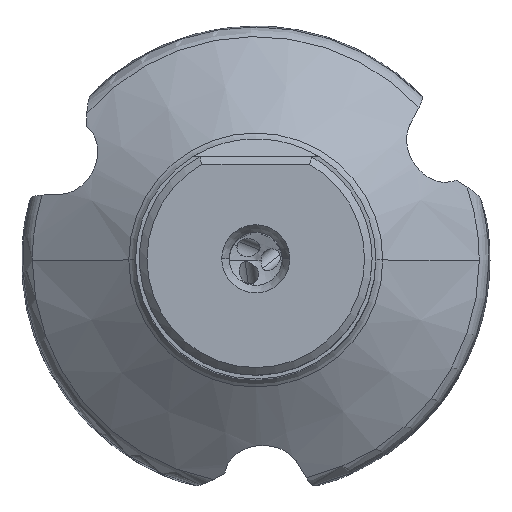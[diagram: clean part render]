
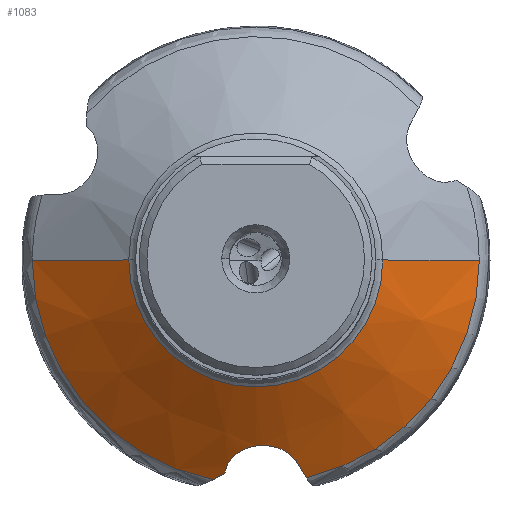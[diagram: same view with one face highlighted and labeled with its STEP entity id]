
A CAD part, top view. The second image highlights one B-rep face of the part: STEP entity #1083.
In plain terms, the highlighted conical face has half-angle 55 degrees and reference radius 23.155 mm.
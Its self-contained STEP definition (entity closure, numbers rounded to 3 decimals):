
#390=B_SPLINE_CURVE_WITH_KNOTS('',3,(#13050,#13051,#13052,#13053,#13054,
#13055),.UNSPECIFIED.,.F.,.F.,(4,1,1,4),(0.,0.333,0.667,
1.),.UNSPECIFIED.);
#392=B_SPLINE_CURVE_WITH_KNOTS('',3,(#13075,#13076,#13077,#13078,#13079,
#13080,#13081,#13082,#13083,#13084),.UNSPECIFIED.,.F.,.F.,(4,2,2,2,4),(0.,
0.25,0.5,0.75,1.),.UNSPECIFIED.);
#393=B_SPLINE_CURVE_WITH_KNOTS('',3,(#13086,#13087,#13088,#13089),
 .UNSPECIFIED.,.F.,.F.,(4,4),(0.,1.),.UNSPECIFIED.);
#1083=ADVANCED_FACE('',(#1513),#1426,.T.);
#1426=CONICAL_SURFACE('',#7611,23.155,55.);
#1513=FACE_OUTER_BOUND('',#1910,.T.);
#1910=EDGE_LOOP('',(#3081,#3082,#3083,#3084,#3085,#3086,#3087,#3088,#3089));
#2323=CIRCLE('',#7606,29.532);
#2324=CIRCLE('',#7608,29.532);
#2325=CIRCLE('',#7609,29.532);
#2326=CIRCLE('',#7610,16.779);
#3081=ORIENTED_EDGE('',*,*,#5947,.F.);
#3082=ORIENTED_EDGE('',*,*,#5948,.F.);
#3083=ORIENTED_EDGE('',*,*,#5781,.F.);
#3084=ORIENTED_EDGE('',*,*,#5949,.T.);
#3085=ORIENTED_EDGE('',*,*,#5779,.F.);
#3086=ORIENTED_EDGE('',*,*,#5946,.F.);
#3087=ORIENTED_EDGE('',*,*,#5944,.F.);
#3088=ORIENTED_EDGE('',*,*,#5950,.F.);
#3089=ORIENTED_EDGE('',*,*,#5951,.T.);
#4991=VERTEX_POINT('',#11408);
#4992=VERTEX_POINT('',#11410);
#4993=VERTEX_POINT('',#11412);
#4994=VERTEX_POINT('',#11414);
#5118=VERTEX_POINT('',#13049);
#5119=VERTEX_POINT('',#13056);
#5120=VERTEX_POINT('',#13071);
#5121=VERTEX_POINT('',#13072);
#5122=VERTEX_POINT('',#13085);
#5779=EDGE_CURVE('',#4991,#4992,#6820,.T.);
#5781=EDGE_CURVE('',#4993,#4994,#6821,.T.);
#5944=EDGE_CURVE('',#5118,#5119,#390,.T.);
#5946=EDGE_CURVE('',#5119,#4991,#2323,.T.);
#5947=EDGE_CURVE('',#5120,#5121,#2324,.T.);
#5948=EDGE_CURVE('',#4994,#5120,#2325,.T.);
#5949=EDGE_CURVE('',#4993,#4992,#2326,.T.);
#5950=EDGE_CURVE('',#5122,#5118,#392,.T.);
#5951=EDGE_CURVE('',#5122,#5121,#393,.T.);
#6820=LINE('',#11409,#7076);
#6821=LINE('',#11413,#7077);
#7076=VECTOR('',#8429,1.);
#7077=VECTOR('',#8432,1.);
#7606=AXIS2_PLACEMENT_3D('',#13068,#8626,#8627);
#7608=AXIS2_PLACEMENT_3D('',#13070,#8630,#8631);
#7609=AXIS2_PLACEMENT_3D('',#13073,#8632,#8633);
#7610=AXIS2_PLACEMENT_3D('',#13074,#8634,#8635);
#7611=AXIS2_PLACEMENT_3D('',#13090,#8636,#8637);
#8429=DIRECTION('',(0.819,0.,0.574));
#8432=DIRECTION('',(0.819,0.,-0.574));
#8626=DIRECTION('',(0.,0.,-1.));
#8627=DIRECTION('',(-0.189,-0.982,0.));
#8630=DIRECTION('',(0.,0.,-1.));
#8631=DIRECTION('',(1.,-0.001,0.));
#8632=DIRECTION('',(0.,0.,-1.));
#8633=DIRECTION('',(1.,0.,0.));
#8634=DIRECTION('',(0.,0.,-1.));
#8635=DIRECTION('',(1.,0.,0.));
#8636=DIRECTION('',(0.,0.,-1.));
#8637=DIRECTION('',(-1.,0.,0.));
#11408=CARTESIAN_POINT('',(-29.532,0.,-98.75));
#11409=CARTESIAN_POINT('',(-29.532,0.,-98.75));
#11410=CARTESIAN_POINT('',(-16.779,0.,-89.821));
#11412=CARTESIAN_POINT('',(16.779,0.,-89.821));
#11413=CARTESIAN_POINT('',(16.779,0.,-89.821));
#11414=CARTESIAN_POINT('',(29.532,0.,-98.75));
#13049=CARTESIAN_POINT('',(-4.08,-28.228,-98.043));
#13050=CARTESIAN_POINT('',(-4.08,-28.228,-98.043));
#13051=CARTESIAN_POINT('',(-4.246,-28.314,-98.119));
#13052=CARTESIAN_POINT('',(-4.58,-28.485,-98.273));
#13053=CARTESIAN_POINT('',(-5.082,-28.742,-98.508));
#13054=CARTESIAN_POINT('',(-5.418,-28.913,-98.669));
#13055=CARTESIAN_POINT('',(-5.586,-28.999,-98.75));
#13056=CARTESIAN_POINT('',(-5.586,-28.999,-98.75));
#13068=CARTESIAN_POINT('',(0.,0.,-98.75));
#13070=CARTESIAN_POINT('',(0.,0.,-98.75));
#13071=CARTESIAN_POINT('',(29.532,-0.018,-98.75));
#13072=CARTESIAN_POINT('',(6.682,-28.766,-98.75));
#13073=CARTESIAN_POINT('',(0.,0.,-98.75));
#13074=CARTESIAN_POINT('',(0.,0.,-89.821));
#13075=CARTESIAN_POINT('',(5.343,-26.65,-97.104));
#13076=CARTESIAN_POINT('',(4.853,-25.874,-96.504));
#13077=CARTESIAN_POINT('',(4.069,-25.261,-95.976));
#13078=CARTESIAN_POINT('',(2.14,-24.519,-95.293));
#13079=CARTESIAN_POINT('',(1.008,-24.406,-95.159));
#13080=CARTESIAN_POINT('',(-1.124,-24.749,-95.403));
#13081=CARTESIAN_POINT('',(-2.111,-25.203,-95.775));
#13082=CARTESIAN_POINT('',(-3.537,-26.498,-96.785));
#13083=CARTESIAN_POINT('',(-3.982,-27.335,-97.414));
#13084=CARTESIAN_POINT('',(-4.08,-28.228,-98.043));
#13085=CARTESIAN_POINT('',(5.343,-26.65,-97.104));
#13086=CARTESIAN_POINT('',(5.343,-26.65,-97.104));
#13087=CARTESIAN_POINT('',(5.79,-27.357,-97.651));
#13088=CARTESIAN_POINT('',(6.236,-28.062,-98.199));
#13089=CARTESIAN_POINT('',(6.682,-28.766,-98.75));
#13090=CARTESIAN_POINT('',(0.,0.,-94.285));
